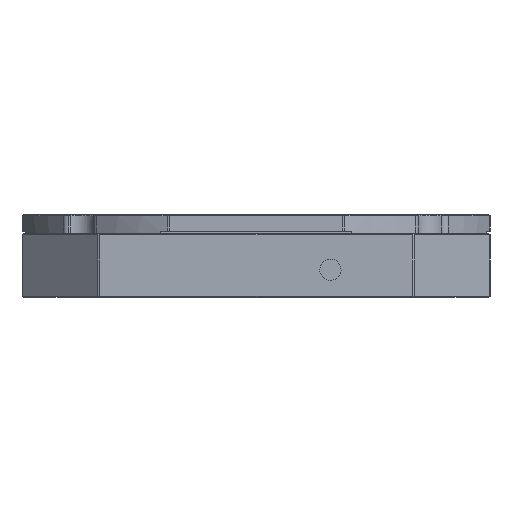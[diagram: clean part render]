
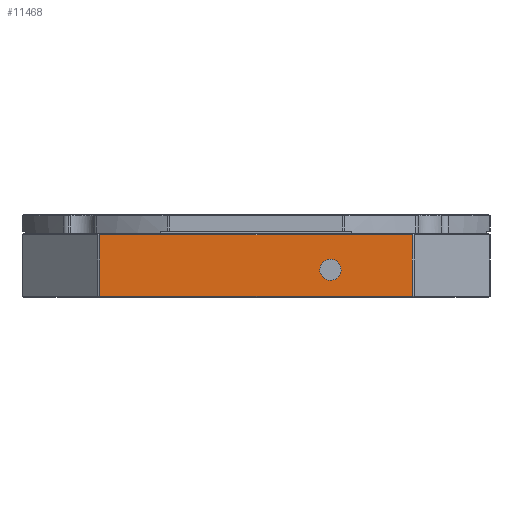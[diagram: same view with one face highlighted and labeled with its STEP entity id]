
A CAD part, left-side view. The second image highlights one B-rep face of the part: STEP entity #11468.
In plain terms, the highlighted planar face has unit normal (-1, 0, 0).
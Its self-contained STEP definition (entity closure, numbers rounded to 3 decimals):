
#218 = DIRECTION ( 'NONE',  ( 1., 0., 0. ) ) ;
#521 = CARTESIAN_POINT ( 'NONE',  ( -110., -73.478, 14.5 ) ) ;
#770 = CARTESIAN_POINT ( 'NONE',  ( -110., 73.478, 14.5 ) ) ;
#1265 = VECTOR ( 'NONE', #1802, 1000. ) ;
#1355 = CARTESIAN_POINT ( 'NONE',  ( -110., 73.478, -14.5 ) ) ;
#1462 = ORIENTED_EDGE ( 'NONE', *, *, #8726, .T. ) ;
#1802 = DIRECTION ( 'NONE',  ( 0., 1., 0. ) ) ;
#2135 = CARTESIAN_POINT ( 'NONE',  ( -110., -73.478, -14.5 ) ) ;
#3167 = DIRECTION ( 'NONE',  ( -1., 0., 0. ) ) ;
#3801 = AXIS2_PLACEMENT_3D ( 'NONE', #10979, #218, #7770 ) ;
#3802 = VERTEX_POINT ( 'NONE', #12599 ) ;
#3834 = VERTEX_POINT ( 'NONE', #13699 ) ;
#3919 = CARTESIAN_POINT ( 'NONE',  ( -110., 73.478, -15. ) ) ;
#4244 = LINE ( 'NONE', #11747, #7481 ) ;
#4390 = ORIENTED_EDGE ( 'NONE', *, *, #11931, .F. ) ;
#4573 = VECTOR ( 'NONE', #11509, 1000. ) ;
#4920 = LINE ( 'NONE', #3919, #4573 ) ;
#4981 = VERTEX_POINT ( 'NONE', #521 ) ;
#5246 = DIRECTION ( 'NONE',  ( 0., 0., 1. ) ) ;
#5377 = EDGE_CURVE ( 'NONE', #3802, #6250, #7272, .T. ) ;
#5541 = DIRECTION ( 'NONE',  ( 0., -1., 0. ) ) ;
#6007 = VECTOR ( 'NONE', #5541, 1000. ) ;
#6109 = CARTESIAN_POINT ( 'NONE',  ( -110., -35., -5.4 ) ) ;
#6250 = VERTEX_POINT ( 'NONE', #6109 ) ;
#6778 = DIRECTION ( 'NONE',  ( 0., 0., 1. ) ) ;
#6788 = DIRECTION ( 'NONE',  ( -1., 0., 0. ) ) ;
#6828 = CARTESIAN_POINT ( 'NONE',  ( -110., -35., -2. ) ) ;
#6858 = ORIENTED_EDGE ( 'NONE', *, *, #8020, .T. ) ;
#7272 = CIRCLE ( 'NONE', #13990, 3.4 ) ;
#7481 = VECTOR ( 'NONE', #5246, 1000. ) ;
#7770 = DIRECTION ( 'NONE',  ( 0., 1., 0. ) ) ;
#8020 = EDGE_CURVE ( 'NONE', #4981, #3834, #12775, .T. ) ;
#8034 = CIRCLE ( 'NONE', #12998, 3.4 ) ;
#8049 = FACE_OUTER_BOUND ( 'NONE', #10108, .T. ) ;
#8468 = ORIENTED_EDGE ( 'NONE', *, *, #12526, .T. ) ;
#8687 = EDGE_CURVE ( 'NONE', #3834, #12110, #4920, .T. ) ;
#8726 = EDGE_CURVE ( 'NONE', #12447, #4981, #4244, .T. ) ;
#8825 = PLANE ( 'NONE',  #3801 ) ;
#8870 = LINE ( 'NONE', #13138, #6007 ) ;
#9666 = CARTESIAN_POINT ( 'NONE',  ( -110., -35., -2. ) ) ;
#10108 = EDGE_LOOP ( 'NONE', ( #11764, #8468, #1462, #6858 ) ) ;
#10733 = DIRECTION ( 'NONE',  ( 0., 0., 1. ) ) ;
#10911 = FACE_BOUND ( 'NONE', #13689, .T. ) ;
#10979 = CARTESIAN_POINT ( 'NONE',  ( -110., 110., 15. ) ) ;
#11468 = ADVANCED_FACE ( 'NONE', ( #10911, #8049 ), #8825, .F. ) ;
#11509 = DIRECTION ( 'NONE',  ( 0., 0., -1. ) ) ;
#11747 = CARTESIAN_POINT ( 'NONE',  ( -110., -73.478, 15. ) ) ;
#11764 = ORIENTED_EDGE ( 'NONE', *, *, #8687, .T. ) ;
#11931 = EDGE_CURVE ( 'NONE', #6250, #3802, #8034, .T. ) ;
#12110 = VERTEX_POINT ( 'NONE', #1355 ) ;
#12447 = VERTEX_POINT ( 'NONE', #2135 ) ;
#12526 = EDGE_CURVE ( 'NONE', #12110, #12447, #8870, .T. ) ;
#12599 = CARTESIAN_POINT ( 'NONE',  ( -110., -35., 1.4 ) ) ;
#12775 = LINE ( 'NONE', #770, #1265 ) ;
#12998 = AXIS2_PLACEMENT_3D ( 'NONE', #9666, #3167, #10733 ) ;
#13138 = CARTESIAN_POINT ( 'NONE',  ( -110., 110., -14.5 ) ) ;
#13667 = ORIENTED_EDGE ( 'NONE', *, *, #5377, .F. ) ;
#13689 = EDGE_LOOP ( 'NONE', ( #13667, #4390 ) ) ;
#13699 = CARTESIAN_POINT ( 'NONE',  ( -110., 73.478, 14.5 ) ) ;
#13990 = AXIS2_PLACEMENT_3D ( 'NONE', #6828, #6788, #6778 ) ;
